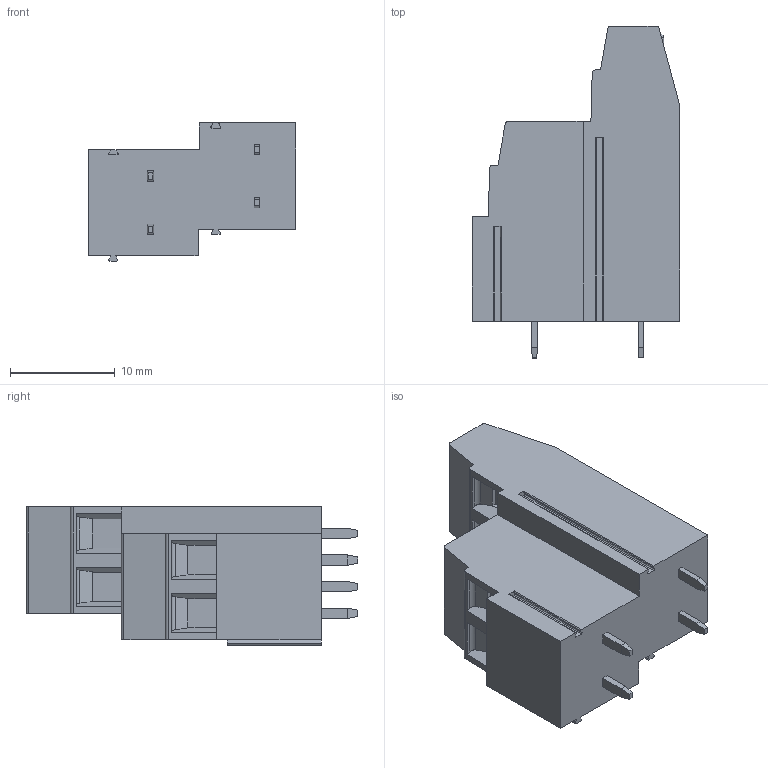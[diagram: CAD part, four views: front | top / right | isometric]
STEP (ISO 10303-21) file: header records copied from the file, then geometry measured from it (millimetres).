
FILE_DESCRIPTION((''),'2;1');
FILE_NAME('PRT0054','2025-01-15T',('yanfa'),(''),'PRO/ENGINEER BY PARAMETRIC TECHNOLOGY CORPORATION, 2009280','PRO/ENGINEER BY PARAMETRIC TECHNOLOGY CORPORATION, 2009280','');
FILE_SCHEMA(('AUTOMOTIVE_DESIGN_CC2 { 1 2 10303 214 -1 1 5 2 }'));
Length unit declared in the file: millimetre
Products named in the file (1): PRT0054
Bounding box: 19.85 x 31.7 x 13.2 mm (x, y, z)
Volume: 4163.1 mm3; surface area: 2184.6 mm2
Topology: 1 solids, 1 shells, 214 faces, 563 edges, 362 vertices
Faces by surface type: plane 128, cylinder 58, cone 18, torus 8, sphere 2
Entity records: 6751 total; most frequent: CARTESIAN_POINT 1352, ORIENTED_EDGE 1126, DIRECTION 1101, EDGE_CURVE 563, VECTOR 401, LINE 401, VERTEX_POINT 362, AXIS2_PLACEMENT_3D 350
